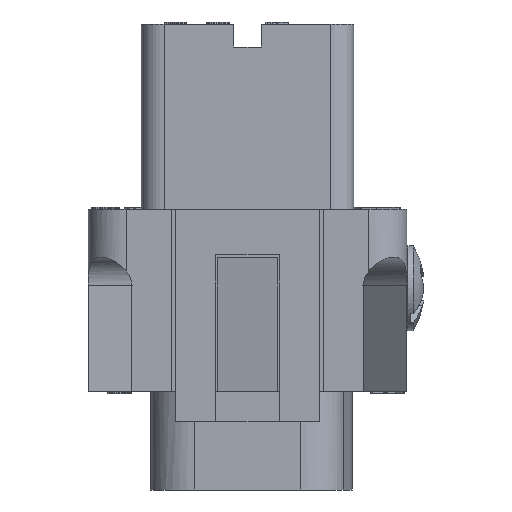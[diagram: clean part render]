
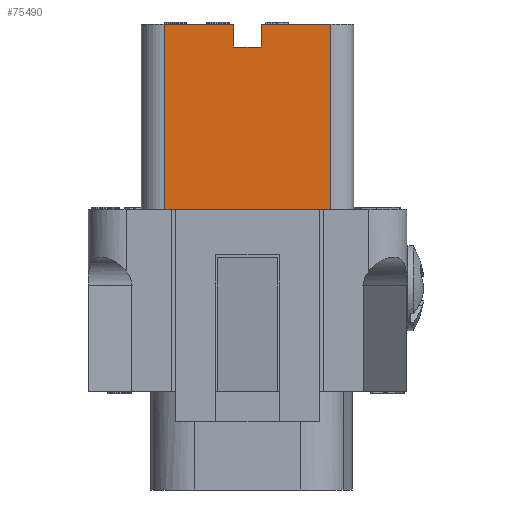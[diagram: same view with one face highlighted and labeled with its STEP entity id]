
A CAD part, left-side view. The second image highlights one B-rep face of the part: STEP entity #75490.
In plain terms, the highlighted planar face has unit normal (-1, 0, 0).
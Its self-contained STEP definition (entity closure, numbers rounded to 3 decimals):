
#18480=CARTESIAN_POINT('',(40.906,63.617,12.));
#18490=VERTEX_POINT('',#18480);
#18520=CARTESIAN_POINT('',(40.906,0.,12.));
#18530=DIRECTION('',(0.,1.,0.));
#18540=VECTOR('',#18530,1.);
#18550=LINE('',#18520,#18540);
#18560=CARTESIAN_POINT('',(40.906,52.617,12.));
#18570=VERTEX_POINT('',#18560);
#18580=EDGE_CURVE('',#18570,#18490,#18550,.T.);
#74870=CARTESIAN_POINT('',(40.906,52.617,12.));
#74880=DIRECTION('',(-1.,0.,0.));
#74890=DIRECTION('',(0.,1.,0.));
#74900=AXIS2_PLACEMENT_3D('',#74870,#74880,#74890);
#74910=PLANE('',#74900);
#74920=CARTESIAN_POINT('',(40.906,57.217,0.));
#74930=DIRECTION('',(0.,0.,-1.));
#74940=VECTOR('',#74930,1.);
#74950=LINE('',#74920,#74940);
#74960=CARTESIAN_POINT('',(40.906,57.217,24.2));
#74970=VERTEX_POINT('',#74960);
#74980=CARTESIAN_POINT('',(40.906,57.217,22.7));
#74990=VERTEX_POINT('',#74980);
#75000=EDGE_CURVE('',#74970,#74990,#74950,.T.);
#75010=ORIENTED_EDGE('',*,*,#75000,.T.);
#75020=CARTESIAN_POINT('',(40.906,0.,24.2));
#75030=DIRECTION('',(0.,-1.,0.));
#75040=VECTOR('',#75030,1.);
#75050=LINE('',#75020,#75040);
#75060=CARTESIAN_POINT('',(40.906,52.617,24.2));
#75070=VERTEX_POINT('',#75060);
#75080=EDGE_CURVE('',#74970,#75070,#75050,.T.);
#75090=ORIENTED_EDGE('',*,*,#75080,.F.);
#75100=CARTESIAN_POINT('',(40.906,52.617,12.));
#75110=DIRECTION('',(0.,0.,1.));
#75120=VECTOR('',#75110,1.);
#75130=LINE('',#75100,#75120);
#75140=EDGE_CURVE('',#18570,#75070,#75130,.T.);
#75150=ORIENTED_EDGE('',*,*,#75140,.T.);
#75160=ORIENTED_EDGE('',*,*,#18580,.F.);
#75170=CARTESIAN_POINT('',(40.906,63.617,0.));
#75180=DIRECTION('',(0.,0.,-1.));
#75190=VECTOR('',#75180,1.);
#75200=LINE('',#75170,#75190);
#75210=CARTESIAN_POINT('',(40.906,63.617,24.2));
#75220=VERTEX_POINT('',#75210);
#75230=EDGE_CURVE('',#75220,#18490,#75200,.T.);
#75240=ORIENTED_EDGE('',*,*,#75230,.T.);
#75250=CARTESIAN_POINT('',(40.906,0.,24.2));
#75260=DIRECTION('',(0.,-1.,0.));
#75270=VECTOR('',#75260,1.);
#75280=LINE('',#75250,#75270);
#75290=CARTESIAN_POINT('',(40.906,59.017,24.2));
#75300=VERTEX_POINT('',#75290);
#75310=EDGE_CURVE('',#75220,#75300,#75280,.T.);
#75320=ORIENTED_EDGE('',*,*,#75310,.F.);
#75330=CARTESIAN_POINT('',(40.906,59.017,0.));
#75340=DIRECTION('',(0.,0.,-1.));
#75350=VECTOR('',#75340,1.);
#75360=LINE('',#75330,#75350);
#75370=CARTESIAN_POINT('',(40.906,59.017,22.7));
#75380=VERTEX_POINT('',#75370);
#75390=EDGE_CURVE('',#75300,#75380,#75360,.T.);
#75400=ORIENTED_EDGE('',*,*,#75390,.F.);
#75410=CARTESIAN_POINT('',(40.906,0.,22.7));
#75420=DIRECTION('',(0.,1.,0.));
#75430=VECTOR('',#75420,1.);
#75440=LINE('',#75410,#75430);
#75450=EDGE_CURVE('',#74990,#75380,#75440,.T.);
#75460=ORIENTED_EDGE('',*,*,#75450,.T.);
#75470=EDGE_LOOP('',(#75460,#75400,#75320,#75240,#75160,#75150,#75090,
#75010));
#75480=FACE_OUTER_BOUND('',#75470,.T.);
#75490=ADVANCED_FACE('',(#75480),#74910,.T.);
